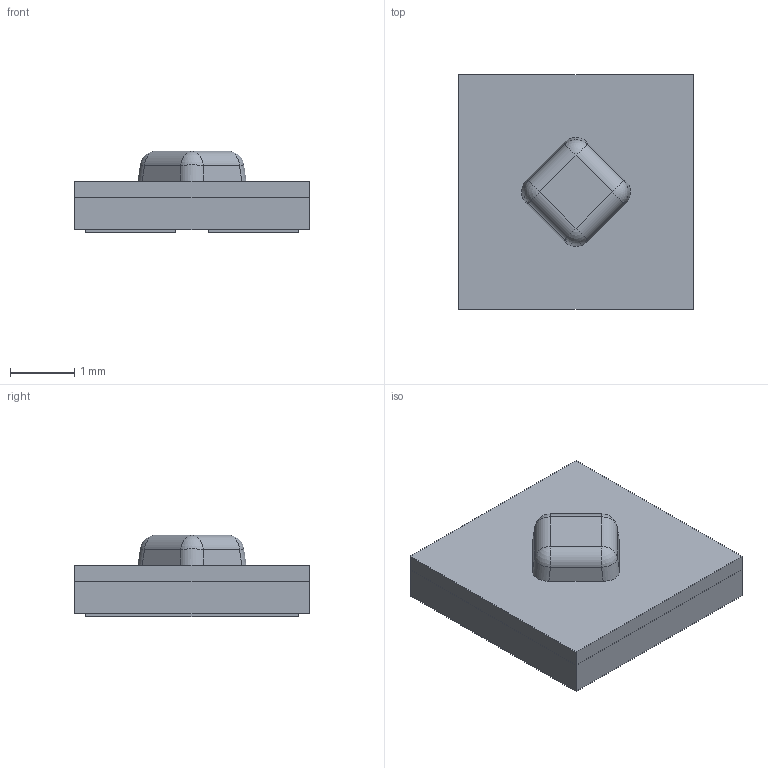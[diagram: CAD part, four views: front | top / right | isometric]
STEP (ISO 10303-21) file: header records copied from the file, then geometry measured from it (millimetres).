
FILE_DESCRIPTION(/* description */ ('Unknown'),/* implementation_level */ '2;1');
FILE_NAME(/* name */ '15335327CA454',/* time_stamp */ '2021-02-11T12:06:00+01:00',/* author */ ('Unknown'),/* organization */ ('Unknown'),/* preprocessor_version */ 'ST-DEVELOPER v16.7',/* originating_system */ 'DEX',/* authorisation */ $);
FILE_SCHEMA (('AUTOMOTIVE_DESIGN {1 0 10303 214 3 1 1}'));
Length unit declared in the file: millimetre
Products named in the file (5): 15335327Cxx5x; Body; Frame; LED; Dome
Assembly tree (4 placements, depth 2):
  15335327Cxx5x
    Body
    Frame
    LED
    Dome
Bounding box: 3.65 x 3.65 x 1.27 mm (x, y, z)
Volume: 12.5 mm3; surface area: 113.8 mm2
Topology: 6 solids, 6 shells, 184 faces, 493 edges, 322 vertices
Faces by surface type: plane 172, cylinder 8, sphere 4
Entity records: 5811 total; most frequent: CARTESIAN_POINT 1000, ORIENTED_EDGE 978, DIRECTION 883, EDGE_CURVE 489, LINE 473, VECTOR 473, VERTEX_POINT 322, EDGE_LOOP 227
